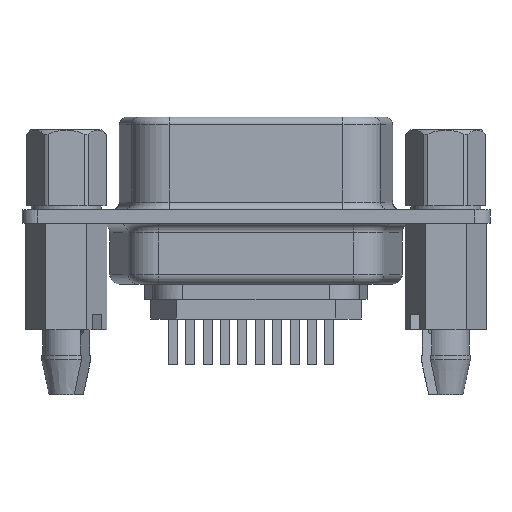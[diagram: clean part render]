
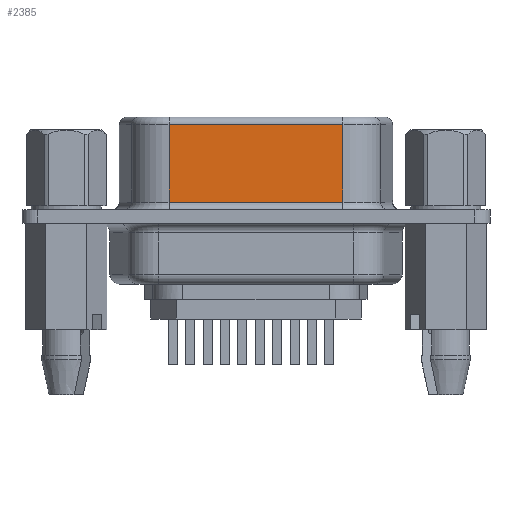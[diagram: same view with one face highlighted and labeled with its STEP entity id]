
A CAD part, front view. The second image highlights one B-rep face of the part: STEP entity #2385.
In plain terms, the highlighted planar face has unit normal (0, -1, 0).
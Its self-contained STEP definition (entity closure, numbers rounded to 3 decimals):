
#144 = EDGE_LOOP ( 'NONE', ( #8579, #8582, #8585, #8588 ) ) ;
#191 = VERTEX_POINT ( 'NONE', #13886 ) ;
#471 = VERTEX_POINT ( 'NONE', #13791 ) ;
#491 = VERTEX_POINT ( 'NONE', #13808 ) ;
#689 = VERTEX_POINT ( 'NONE', #13408 ) ;
#1787 = CARTESIAN_POINT ( 'NONE',  ( 5.722, -4.68, 6.55 ) ) ;
#1788 = DIRECTION ( 'NONE',  ( 0., 0., -1. ) ) ;
#2385 = ADVANCED_FACE ( 'NONE', ( #12667 ), #13086, .F. ) ;
#4152 = AXIS2_PLACEMENT_3D ( 'NONE', #13081, #13090, #13092 ) ;
#4274 = EDGE_CURVE ( 'NONE', #471, #689, #10601, .T. ) ;
#5605 = EDGE_CURVE ( 'NONE', #471, #191, #11337, .T. ) ;
#5671 = EDGE_CURVE ( 'NONE', #491, #689, #11427, .T. ) ;
#5793 = EDGE_CURVE ( 'NONE', #191, #491, #11611, .T. ) ;
#7069 = DIRECTION ( 'NONE',  ( -1., 0., 0. ) ) ;
#7070 = CARTESIAN_POINT ( 'NONE',  ( -5.722, -4.68, 6.05 ) ) ;
#7255 = CARTESIAN_POINT ( 'NONE',  ( 5.722, -4.68, 0.95 ) ) ;
#7261 = DIRECTION ( 'NONE',  ( 1., 0., 0. ) ) ;
#7561 = DIRECTION ( 'NONE',  ( 0., 0., -1. ) ) ;
#7570 = CARTESIAN_POINT ( 'NONE',  ( -5.722, -4.68, 6.55 ) ) ;
#8579 = ORIENTED_EDGE ( 'NONE', *, *, #5793, .T. ) ;
#8582 = ORIENTED_EDGE ( 'NONE', *, *, #5671, .T. ) ;
#8585 = ORIENTED_EDGE ( 'NONE', *, *, #4274, .F. ) ;
#8588 = ORIENTED_EDGE ( 'NONE', *, *, #5605, .T. ) ;
#10601 = LINE ( 'NONE', #1787, #10604 ) ;
#10604 = VECTOR ( 'NONE', #1788, 1000. ) ;
#11337 = LINE ( 'NONE', #7070, #11339 ) ;
#11339 = VECTOR ( 'NONE', #7069, 1000. ) ;
#11427 = LINE ( 'NONE', #7255, #11431 ) ;
#11431 = VECTOR ( 'NONE', #7261, 1000. ) ;
#11611 = LINE ( 'NONE', #7570, #11618 ) ;
#11618 = VECTOR ( 'NONE', #7561, 1000. ) ;
#12667 = FACE_OUTER_BOUND ( 'NONE', #144, .T. ) ;
#13081 = CARTESIAN_POINT ( 'NONE',  ( -5.722, -4.68, 6.55 ) ) ;
#13086 = PLANE ( 'NONE',  #4152 ) ;
#13090 = DIRECTION ( 'NONE',  ( 0., 1., 0. ) ) ;
#13092 = DIRECTION ( 'NONE',  ( 0., 0., 1. ) ) ;
#13408 = CARTESIAN_POINT ( 'NONE',  ( 5.722, -4.68, 0.95 ) ) ;
#13791 = CARTESIAN_POINT ( 'NONE',  ( 5.722, -4.68, 6.05 ) ) ;
#13808 = CARTESIAN_POINT ( 'NONE',  ( -5.722, -4.68, 0.95 ) ) ;
#13886 = CARTESIAN_POINT ( 'NONE',  ( -5.722, -4.68, 6.05 ) ) ;
